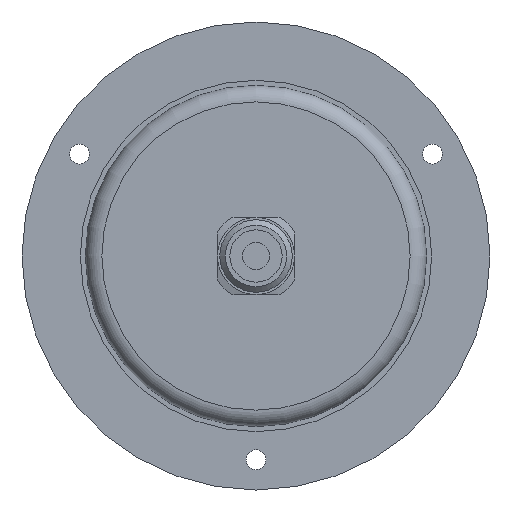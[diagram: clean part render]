
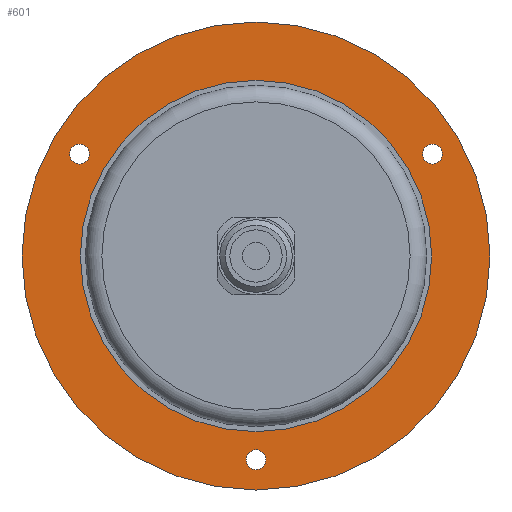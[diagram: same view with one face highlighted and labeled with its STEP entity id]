
A CAD part, front view. The second image highlights one B-rep face of the part: STEP entity #601.
In plain terms, the highlighted planar face has unit normal (0, -1, 0).
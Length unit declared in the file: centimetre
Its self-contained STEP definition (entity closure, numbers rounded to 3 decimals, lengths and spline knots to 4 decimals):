
#72=FACE_BOUND('',#180,.T.);
#73=FACE_BOUND('',#181,.T.);
#74=FACE_BOUND('',#182,.T.);
#75=FACE_BOUND('',#183,.T.);
#124=FACE_OUTER_BOUND('',#179,.T.);
#179=EDGE_LOOP('',(#428));
#180=EDGE_LOOP('',(#429));
#181=EDGE_LOOP('',(#430));
#182=EDGE_LOOP('',(#431));
#183=EDGE_LOOP('',(#432));
#232=CIRCLE('',#637,3.19);
#248=CIRCLE('',#665,4.25);
#249=CIRCLE('',#666,0.18);
#250=CIRCLE('',#667,0.18);
#251=CIRCLE('',#668,0.18);
#277=VERTEX_POINT('',#920);
#293=VERTEX_POINT('',#966);
#294=VERTEX_POINT('',#968);
#295=VERTEX_POINT('',#970);
#296=VERTEX_POINT('',#972);
#330=EDGE_CURVE('',#277,#277,#232,.T.);
#348=EDGE_CURVE('',#293,#293,#248,.T.);
#349=EDGE_CURVE('',#294,#294,#249,.T.);
#350=EDGE_CURVE('',#295,#295,#250,.T.);
#351=EDGE_CURVE('',#296,#296,#251,.T.);
#428=ORIENTED_EDGE('',*,*,#348,.F.);
#429=ORIENTED_EDGE('',*,*,#349,.T.);
#430=ORIENTED_EDGE('',*,*,#350,.T.);
#431=ORIENTED_EDGE('',*,*,#351,.T.);
#432=ORIENTED_EDGE('',*,*,#330,.F.);
#535=PLANE('',#664);
#601=ADVANCED_FACE('',(#124,#72,#73,#74,#75),#535,.F.);
#637=AXIS2_PLACEMENT_3D('',#921,#731,#732);
#664=AXIS2_PLACEMENT_3D('',#965,#787,#788);
#665=AXIS2_PLACEMENT_3D('',#967,#789,#790);
#666=AXIS2_PLACEMENT_3D('',#969,#791,#792);
#667=AXIS2_PLACEMENT_3D('',#971,#793,#794);
#668=AXIS2_PLACEMENT_3D('',#973,#795,#796);
#731=DIRECTION('center_axis',(0.,-1.,0.));
#732=DIRECTION('ref_axis',(-1.,0.,0.));
#787=DIRECTION('center_axis',(0.,1.,0.));
#788=DIRECTION('ref_axis',(0.,0.,1.));
#789=DIRECTION('center_axis',(0.,1.,0.));
#790=DIRECTION('ref_axis',(-1.,0.,0.));
#791=DIRECTION('center_axis',(0.,1.,0.));
#792=DIRECTION('ref_axis',(-0.5,0.,0.866));
#793=DIRECTION('center_axis',(0.,1.,0.));
#794=DIRECTION('ref_axis',(-0.5,0.,-0.866));
#795=DIRECTION('center_axis',(0.,1.,0.));
#796=DIRECTION('ref_axis',(1.,0.,0.));
#920=CARTESIAN_POINT('',(3.19,3.3,0.));
#921=CARTESIAN_POINT('Origin',(0.,3.3,0.));
#965=CARTESIAN_POINT('Origin',(0.,3.3,0.));
#966=CARTESIAN_POINT('',(4.25,3.3,0.));
#967=CARTESIAN_POINT('Origin',(0.,3.3,0.));
#968=CARTESIAN_POINT('',(3.2943,3.3,1.6941));
#969=CARTESIAN_POINT('Origin',(3.2043,3.3,1.85));
#970=CARTESIAN_POINT('',(-3.1143,3.3,2.0059));
#971=CARTESIAN_POINT('Origin',(-3.2043,3.3,1.85));
#972=CARTESIAN_POINT('',(-0.18,3.3,-3.7));
#973=CARTESIAN_POINT('Origin',(0.,3.3,-3.7));
